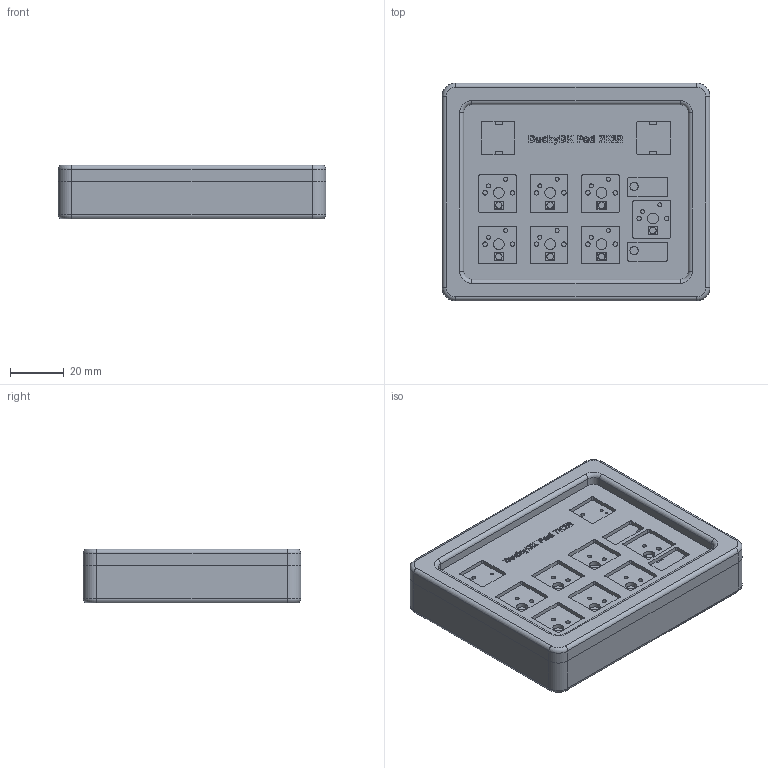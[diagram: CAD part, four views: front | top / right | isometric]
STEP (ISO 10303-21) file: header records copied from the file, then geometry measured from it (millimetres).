
FILE_DESCRIPTION(/* description */ (''),/* implementation_level */ '2;1');
FILE_NAME(/* name */ 'DuckyDK Pad 7K2R.step',/* time_stamp */ '2025-06-01T23:14:07+12:00',/* author */ (''),/* organization */ (''),/* preprocessor_version */ 'ST-DEVELOPER v20.1',/* originating_system */ 'Autodesk Translation Framework v14.10.0.0',/* authorisation */ '');
FILE_SCHEMA (('AUTOMOTIVE_DESIGN { 1 0 10303 214 3 1 1 }'));
Length unit declared in the file: millimetre
Products named in the file (1): 2025-06-01-21-18-45-611
Bounding box: 99.25 x 80.76 x 20 mm (x, y, z)
Volume: 83119.8 mm3; surface area: 52238.3 mm2
Topology: 56 solids, 56 shells, 1188 faces, 2931 edges, 1932 vertices
Faces by surface type: plane 680, cylinder 285, bspline 163, torus 60
Full cylindrical faces by diameter (mm): 0.5 x27, 0.8 x18, 0.889 x14, 1 x17, 1.5 x14, 1.7 x14, 2 x18, 2.02 x9, 2.4 x7, 3.05 x2, 3.5 x4, 4 x9, 4.7 x4, 6 x4
Entity records: 36285 total; most frequent: CARTESIAN_POINT 7969, ORIENTED_EDGE 5862, DIRECTION 5311, EDGE_CURVE 2931, VERTEX_POINT 1932, LINE 1921, VECTOR 1921, AXIS2_PLACEMENT_3D 1695
